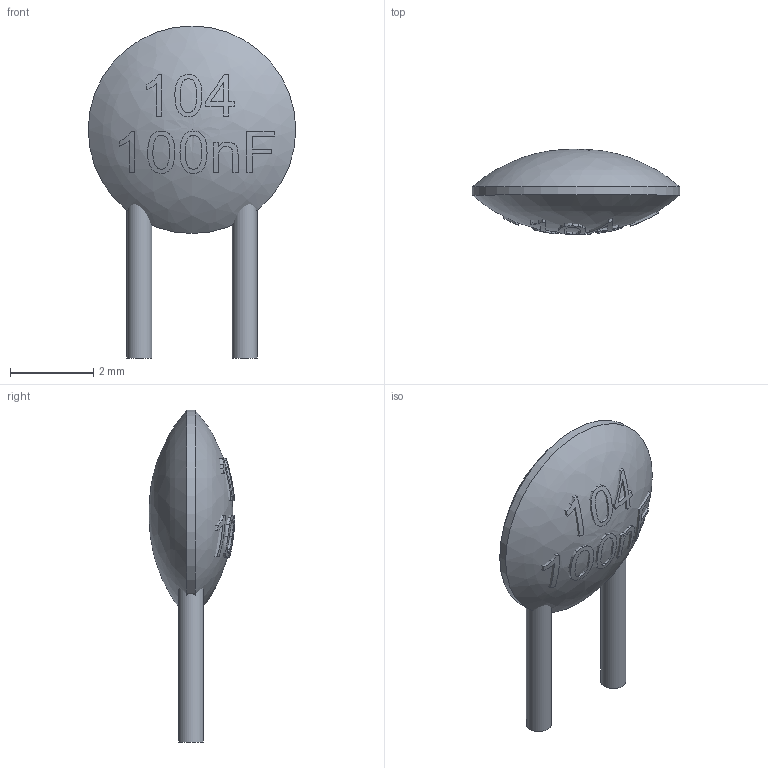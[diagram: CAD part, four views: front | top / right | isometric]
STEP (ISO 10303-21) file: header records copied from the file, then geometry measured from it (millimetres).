
FILE_DESCRIPTION(/* description */ (''),/* implementation_level */ '2;1');
FILE_NAME(/* name */ 'Capacitor Disk 0.1 5mm.step',/* time_stamp */ '2022-11-09T14:34:14+01:00',/* author */ (''),/* organization */ (''),/* preprocessor_version */ 'ST-DEVELOPER v19.2',/* originating_system */ 'Autodesk Translation Framework v11.17.0.187',/* authorisation */ '');
FILE_SCHEMA (('AUTOMOTIVE_DESIGN { 1 0 10303 214 3 1 1 }'));
Length unit declared in the file: millimetre
Products named in the file (1): Condensador_Rd_01
Bounding box: 5 x 2.05 x 8 mm (x, y, z)
Volume: 26.7 mm3; surface area: 92.8 mm2
Topology: 11 solids, 11 shells, 145 faces, 375 edges, 250 vertices
Faces by surface type: bspline 88, plane 54, cylinder 3
Full cylindrical faces by diameter (mm): 0.6 x2, 5 x1
Entity records: 7081 total; most frequent: CARTESIAN_POINT 4138, ORIENTED_EDGE 746, EDGE_CURVE 373, DIRECTION 301, VERTEX_POINT 250, B_SPLINE_CURVE_WITH_KNOTS 198, LINE 165, VECTOR 165
